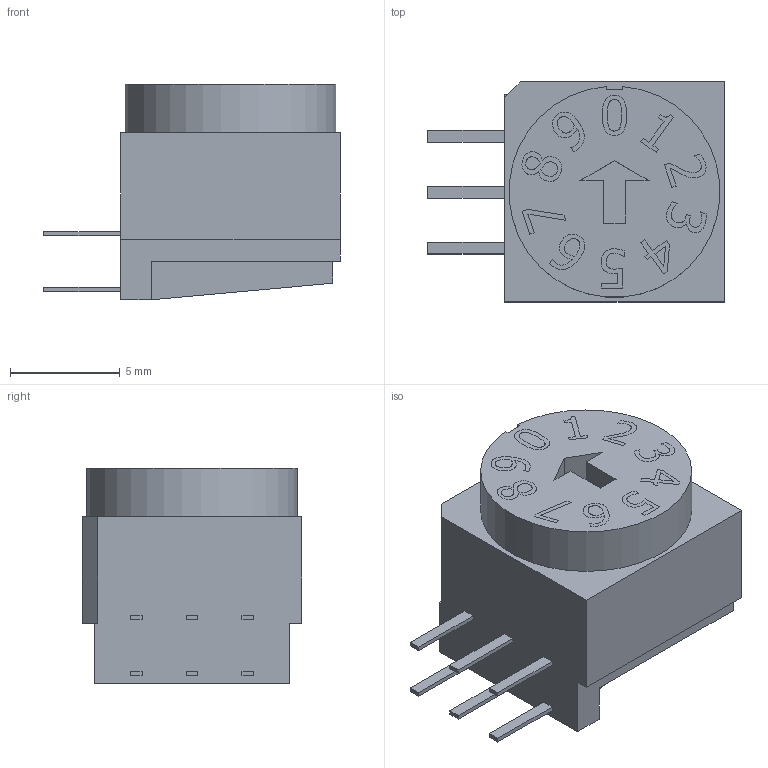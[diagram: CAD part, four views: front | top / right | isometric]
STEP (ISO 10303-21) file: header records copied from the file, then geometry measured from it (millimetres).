
FILE_DESCRIPTION((' '),'2;1');
FILE_NAME('RDTAx10R2x.stp','2017-08-02T10:53:23',(' '),(' '),' ','ACIS',' ');
FILE_SCHEMA(('CONFIG_CONTROL_DESIGN'));
Length unit declared in the file: inch
Products named in the file (1): RDTAx10R2x.stp
Bounding box: 13.5 x 10 x 9.8 mm (x, y, z)
Volume: 799.5 mm3; surface area: 654.3 mm2
Topology: 1 solids, 2 shells, 81 faces, 327 edges, 274 vertices
Faces by surface type: plane 79, cylinder 2
Full cylindrical faces by diameter (mm): 4.1 x1
Entity records: 3766 total; most frequent: CARTESIAN_POINT 1023, ORIENTED_EDGE 652, DIRECTION 381, EDGE_CURVE 326, VERTEX_POINT 274, VECTOR 209, LINE 209, QUASI_UNIFORM_CURVE 111
